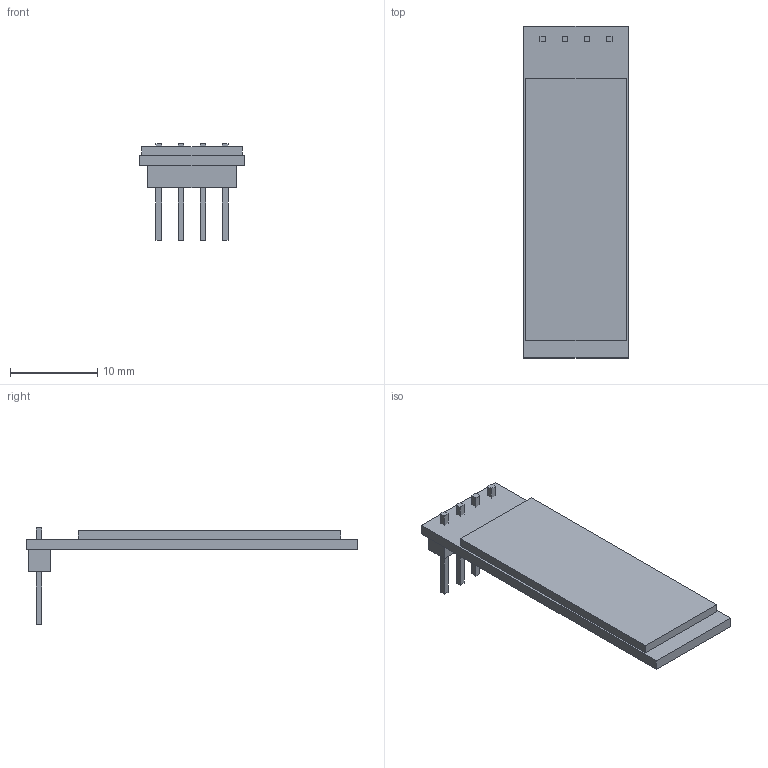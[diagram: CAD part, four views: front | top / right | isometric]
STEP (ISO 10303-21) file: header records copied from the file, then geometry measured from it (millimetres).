
FILE_DESCRIPTION(('FreeCAD Model'),'2;1');
FILE_NAME('Open CASCADE Shape Model','2022-10-22T20:03:22',(''),(''), 'Open CASCADE STEP processor 7.6','FreeCAD','Unknown');
FILE_SCHEMA(('AUTOMOTIVE_DESIGN { 1 0 10303 214 1 1 1 1 }'));
Length unit declared in the file: millimetre
Products named in the file (4): GME12864_80; PCB; Pins; OLED
Assembly tree (3 placements, depth 2):
  GME12864_80
    PCB
    Pins
    OLED
Bounding box: 12 x 38 x 11 mm (x, y, z)
Volume: 971.6 mm3; surface area: 2007.8 mm2
Topology: 3 solids, 3 shells, 58 faces, 132 edges, 88 vertices
Faces by surface type: plane 58
Entity records: 1726 total; most frequent: CARTESIAN_POINT 282, ORIENTED_EDGE 264, DIRECTION 256, EDGE_CURVE 132, LINE 132, VECTOR 132, VERTEX_POINT 88, FACE_BOUND 66
